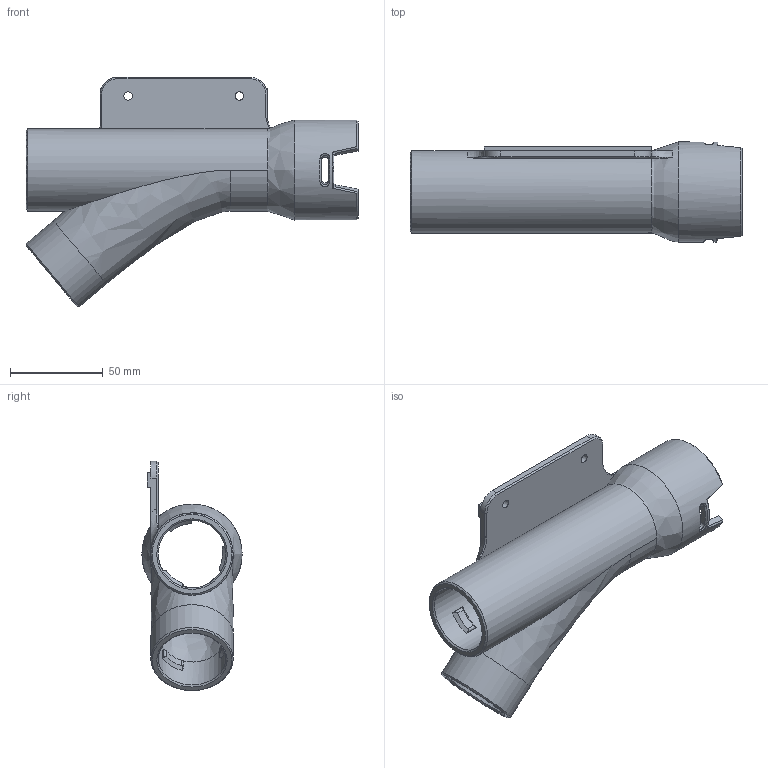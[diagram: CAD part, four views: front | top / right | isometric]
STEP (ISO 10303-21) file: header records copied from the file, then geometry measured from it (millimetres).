
FILE_DESCRIPTION(/* description */ (''),/* implementation_level */ '2;1');
FILE_NAME(/* name */ 'Festool Dust Y-Splitter Krcher v3.step',/* time_stamp */ '2024-01-19T23:59:15+01:00',/* author */ (''),/* organization */ (''),/* preprocessor_version */ 'ST-DEVELOPER v20',/* originating_system */ 'Autodesk Translation Framework v12.14.0.127',/* authorisation */ '');
FILE_SCHEMA (('AUTOMOTIVE_DESIGN { 1 0 10303 214 3 1 1 }'));
Length unit declared in the file: millimetre
Products named in the file (1): Festool Dust Y-Splitter Kärcher
Bounding box: 179.06 x 54 x 123.63 mm (x, y, z)
Volume: 136699.9 mm3; surface area: 69412.8 mm2
Topology: 1 solids, 1 shells, 126 faces, 334 edges, 208 vertices
Faces by surface type: bspline 41, plane 38, cone 25, cylinder 21, torus 1
Full cylindrical faces by diameter (mm): 4.5 x2, 36.4 x2, 44.4 x2, 46 x1, 54 x1
Entity records: 5988 total; most frequent: CARTESIAN_POINT 3105, ORIENTED_EDGE 668, DIRECTION 483, EDGE_CURVE 334, VERTEX_POINT 208, AXIS2_PLACEMENT_3D 186, EDGE_LOOP 136, FACE_OUTER_BOUND 126
